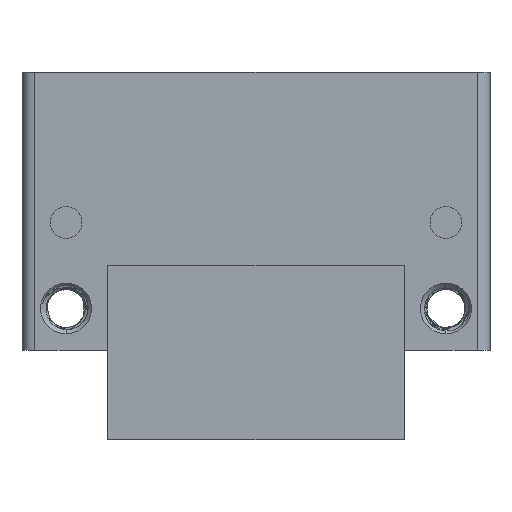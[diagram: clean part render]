
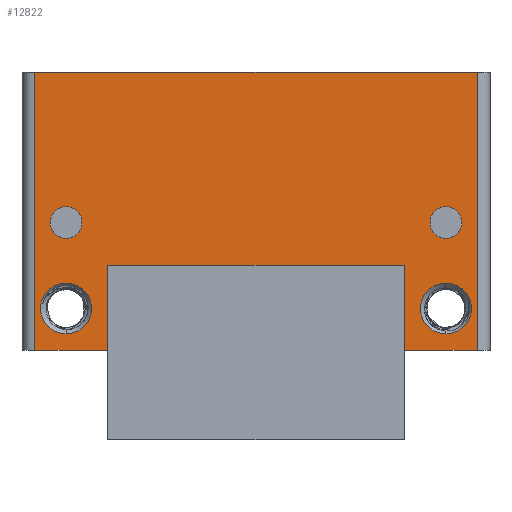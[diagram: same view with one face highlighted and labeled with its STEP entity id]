
A CAD part, front view. The second image highlights one B-rep face of the part: STEP entity #12822.
In plain terms, the highlighted planar face has unit normal (0, -1, 0).
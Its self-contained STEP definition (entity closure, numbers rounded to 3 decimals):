
#345=DIRECTION('',(-1.,0.,0.));
#346=VECTOR('',#345,2.29);
#347=CARTESIAN_POINT('',(-4.665,-1.93,-5.99));
#348=LINE('',#347,#346);
#379=DIRECTION('',(-1.,0.,0.));
#380=VECTOR('',#379,13.91);
#381=CARTESIAN_POINT('',(6.955,-1.93,2.75));
#382=LINE('',#381,#380);
#383=DIRECTION('',(1.,0.,0.));
#384=VECTOR('',#383,9.33);
#385=CARTESIAN_POINT('',(-4.665,-1.93,-3.31));
#386=LINE('',#385,#384);
#387=DIRECTION('',(0.,0.,1.));
#388=VECTOR('',#387,2.68);
#389=CARTESIAN_POINT('',(-4.665,-1.93,-5.99));
#390=LINE('',#389,#388);
#391=CARTESIAN_POINT('',(5.97,-1.93,-1.97));
#392=DIRECTION('',(0.,1.,0.));
#393=DIRECTION('',(0.,0.,-1.));
#394=AXIS2_PLACEMENT_3D('',#391,#392,#393);
#396=CARTESIAN_POINT('',(5.97,-1.93,-1.97));
#397=DIRECTION('',(0.,1.,0.));
#398=DIRECTION('',(0.,0.,1.));
#399=AXIS2_PLACEMENT_3D('',#396,#397,#398);
#401=CARTESIAN_POINT('',(-5.97,-1.93,-1.97));
#402=DIRECTION('',(0.,1.,0.));
#403=DIRECTION('',(0.,0.,-1.));
#404=AXIS2_PLACEMENT_3D('',#401,#402,#403);
#406=CARTESIAN_POINT('',(-5.97,-1.93,-1.97));
#407=DIRECTION('',(0.,1.,0.));
#408=DIRECTION('',(0.,0.,1.));
#409=AXIS2_PLACEMENT_3D('',#406,#407,#408);
#411=CARTESIAN_POINT('',(5.97,-1.93,-4.67));
#412=DIRECTION('',(0.,1.,0.));
#413=DIRECTION('',(0.,0.,-1.));
#414=AXIS2_PLACEMENT_3D('',#411,#412,#413);
#416=CARTESIAN_POINT('',(5.97,-1.93,-4.67));
#417=DIRECTION('',(0.,1.,0.));
#418=DIRECTION('',(0.,0.,1.));
#419=AXIS2_PLACEMENT_3D('',#416,#417,#418);
#421=CARTESIAN_POINT('',(-5.97,-1.93,-4.67));
#422=DIRECTION('',(0.,1.,0.));
#423=DIRECTION('',(0.,0.,-1.));
#424=AXIS2_PLACEMENT_3D('',#421,#422,#423);
#426=CARTESIAN_POINT('',(-5.97,-1.93,-4.67));
#427=DIRECTION('',(0.,1.,0.));
#428=DIRECTION('',(0.,0.,1.));
#429=AXIS2_PLACEMENT_3D('',#426,#427,#428);
#2491=DIRECTION('',(0.,0.,1.));
#2492=VECTOR('',#2491,8.74);
#2493=CARTESIAN_POINT('',(-6.955,-1.93,-5.99));
#2494=LINE('',#2493,#2492);
#2544=DIRECTION('',(-1.,0.,0.));
#2545=VECTOR('',#2544,2.29);
#2546=CARTESIAN_POINT('',(6.955,-1.93,-5.99));
#2547=LINE('',#2546,#2545);
#2581=DIRECTION('',(0.,0.,-1.));
#2582=VECTOR('',#2581,8.74);
#2583=CARTESIAN_POINT('',(6.955,-1.93,2.75));
#2584=LINE('',#2583,#2582);
#4409=DIRECTION('',(0.,0.,1.));
#4410=VECTOR('',#4409,2.68);
#4411=CARTESIAN_POINT('',(4.665,-1.93,-5.99));
#4412=LINE('',#4411,#4410);
#11108=CARTESIAN_POINT('',(5.97,-1.93,-5.47));
#11109=VERTEX_POINT('',#11108);
#11122=CARTESIAN_POINT('',(-6.955,-1.93,-5.99));
#11123=CARTESIAN_POINT('',(-6.955,-1.93,2.75));
#11124=VERTEX_POINT('',#11122);
#11125=VERTEX_POINT('',#11123);
#11162=CARTESIAN_POINT('',(-5.97,-1.93,-5.47));
#11163=CARTESIAN_POINT('',(-5.97,-1.93,-3.87));
#11164=VERTEX_POINT('',#11162);
#11165=VERTEX_POINT('',#11163);
#11393=CARTESIAN_POINT('',(5.97,-1.93,-3.87));
#11394=VERTEX_POINT('',#11393);
#11485=CARTESIAN_POINT('',(-5.97,-1.93,-1.47));
#11486=CARTESIAN_POINT('',(-5.97,-1.93,-2.47));
#11487=VERTEX_POINT('',#11485);
#11488=VERTEX_POINT('',#11486);
#11544=CARTESIAN_POINT('',(-4.665,-1.93,-5.99));
#11545=CARTESIAN_POINT('',(-4.665,-1.93,-3.31));
#11546=VERTEX_POINT('',#11544);
#11547=VERTEX_POINT('',#11545);
#11607=CARTESIAN_POINT('',(4.665,-1.93,-3.31));
#11608=VERTEX_POINT('',#11607);
#11833=CARTESIAN_POINT('',(6.955,-1.93,-5.99));
#11834=CARTESIAN_POINT('',(4.665,-1.93,-5.99));
#11835=VERTEX_POINT('',#11833);
#11836=VERTEX_POINT('',#11834);
#11915=CARTESIAN_POINT('',(6.955,-1.93,2.75));
#11916=VERTEX_POINT('',#11915);
#12313=CARTESIAN_POINT('',(5.97,-1.93,-1.47));
#12314=VERTEX_POINT('',#12313);
#12354=CARTESIAN_POINT('',(5.97,-1.93,-2.47));
#12355=VERTEX_POINT('',#12354);
#12778=CARTESIAN_POINT('',(-7.355,-1.93,2.75));
#12779=DIRECTION('',(0.,1.,0.));
#12780=DIRECTION('',(0.,0.,1.));
#12781=AXIS2_PLACEMENT_3D('',#12778,#12779,#12780);
#12782=PLANE('',#12781);
#12784=ORIENTED_EDGE('',*,*,#12783,.F.);
#12786=ORIENTED_EDGE('',*,*,#12785,.T.);
#12788=ORIENTED_EDGE('',*,*,#12787,.T.);
#12790=ORIENTED_EDGE('',*,*,#12789,.T.);
#12791=ORIENTED_EDGE('',*,*,#12733,.F.);
#12792=ORIENTED_EDGE('',*,*,#12749,.F.);
#12793=ORIENTED_EDGE('',*,*,#12760,.T.);
#12795=ORIENTED_EDGE('',*,*,#12794,.T.);
#12796=EDGE_LOOP('',(#12784,#12786,#12788,#12790,#12791,#12792,#12793,#12795));
#12797=FACE_OUTER_BOUND('',#12796,.F.);
#12799=ORIENTED_EDGE('',*,*,#12798,.F.);
#12801=ORIENTED_EDGE('',*,*,#12800,.F.);
#12802=EDGE_LOOP('',(#12799,#12801));
#12803=FACE_BOUND('',#12802,.F.);
#12805=ORIENTED_EDGE('',*,*,#12804,.F.);
#12807=ORIENTED_EDGE('',*,*,#12806,.F.);
#12808=EDGE_LOOP('',(#12805,#12807));
#12809=FACE_BOUND('',#12808,.F.);
#12811=ORIENTED_EDGE('',*,*,#12810,.F.);
#12813=ORIENTED_EDGE('',*,*,#12812,.F.);
#12814=EDGE_LOOP('',(#12811,#12813));
#12815=FACE_BOUND('',#12814,.F.);
#12817=ORIENTED_EDGE('',*,*,#12816,.F.);
#12819=ORIENTED_EDGE('',*,*,#12818,.F.);
#12820=EDGE_LOOP('',(#12817,#12819));
#12821=FACE_BOUND('',#12820,.F.);
#395=CIRCLE('',#394,0.5);
#400=CIRCLE('',#399,0.5);
#405=CIRCLE('',#404,0.5);
#410=CIRCLE('',#409,0.5);
#415=CIRCLE('',#414,0.8);
#420=CIRCLE('',#419,0.8);
#425=CIRCLE('',#424,0.8);
#430=CIRCLE('',#429,0.8);
#12733=EDGE_CURVE('',#11547,#11608,#386,.T.);
#12749=EDGE_CURVE('',#11546,#11547,#390,.T.);
#12760=EDGE_CURVE('',#11546,#11124,#348,.T.);
#12783=EDGE_CURVE('',#11916,#11125,#382,.T.);
#12785=EDGE_CURVE('',#11916,#11835,#2584,.T.);
#12787=EDGE_CURVE('',#11835,#11836,#2547,.T.);
#12789=EDGE_CURVE('',#11836,#11608,#4412,.T.);
#12794=EDGE_CURVE('',#11124,#11125,#2494,.T.);
#12798=EDGE_CURVE('',#12355,#12314,#395,.T.);
#12800=EDGE_CURVE('',#12314,#12355,#400,.T.);
#12804=EDGE_CURVE('',#11488,#11487,#405,.T.);
#12806=EDGE_CURVE('',#11487,#11488,#410,.T.);
#12810=EDGE_CURVE('',#11109,#11394,#415,.T.);
#12812=EDGE_CURVE('',#11394,#11109,#420,.T.);
#12816=EDGE_CURVE('',#11164,#11165,#425,.T.);
#12818=EDGE_CURVE('',#11165,#11164,#430,.T.);
#12822=ADVANCED_FACE('',(#12797,#12803,#12809,#12815,#12821),#12782,.F.);
